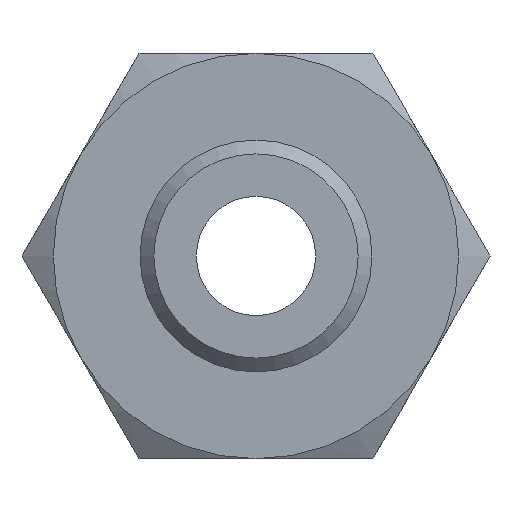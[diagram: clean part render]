
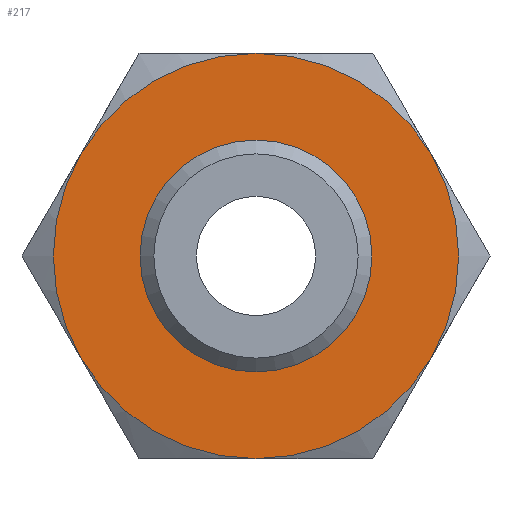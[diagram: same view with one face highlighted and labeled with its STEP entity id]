
A CAD part, left-side view. The second image highlights one B-rep face of the part: STEP entity #217.
In plain terms, the highlighted planar face has unit normal (-1, 0, 0).
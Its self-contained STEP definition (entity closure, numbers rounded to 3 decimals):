
#217 = ADVANCED_FACE( '', ( #484, #485 ), #486, .F. );
#484 = FACE_OUTER_BOUND( '', #954, .T. );
#485 = FACE_BOUND( '', #955, .T. );
#486 = PLANE( '', #956 );
#954 = EDGE_LOOP( '', ( #1640, #1641, #1642, #1643, #1644, #1645 ) );
#955 = EDGE_LOOP( '', ( #1646 ) );
#956 = AXIS2_PLACEMENT_3D( '', #1647, #1648, #1649 );
#1640 = ORIENTED_EDGE( '', *, *, #2924, .F. );
#1641 = ORIENTED_EDGE( '', *, *, #2870, .F. );
#1642 = ORIENTED_EDGE( '', *, *, #2917, .F. );
#1643 = ORIENTED_EDGE( '', *, *, #2914, .F. );
#1644 = ORIENTED_EDGE( '', *, *, #2915, .F. );
#1645 = ORIENTED_EDGE( '', *, *, #2919, .F. );
#1646 = ORIENTED_EDGE( '', *, *, #2925, .T. );
#1647 = CARTESIAN_POINT( '', ( -20., 4.864, 0. ) );
#1648 = DIRECTION( '', ( 1., 0., 0. ) );
#1649 = DIRECTION( '', ( 0., 0., -1. ) );
#2870 = EDGE_CURVE( '', #3348, #3346, #3350, .T. );
#2914 = EDGE_CURVE( '', #3352, #3423, #3425, .T. );
#2915 = EDGE_CURVE( '', #3399, #3352, #3426, .T. );
#2917 = EDGE_CURVE( '', #3423, #3348, #3428, .T. );
#2919 = EDGE_CURVE( '', #3429, #3399, #3431, .T. );
#2924 = EDGE_CURVE( '', #3346, #3429, #3436, .T. );
#2925 = EDGE_CURVE( '', #3437, #3437, #3438, .T. );
#3346 = VERTEX_POINT( '', #4238 );
#3348 = VERTEX_POINT( '', #4245 );
#3350 = CIRCLE( '', #4252, 8.5 );
#3352 = VERTEX_POINT( '', #4254 );
#3399 = VERTEX_POINT( '', #4376 );
#3423 = VERTEX_POINT( '', #4416 );
#3425 = CIRCLE( '', #4423, 8.5 );
#3426 = CIRCLE( '', #4424, 8.5 );
#3428 = CIRCLE( '', #4433, 8.5 );
#3429 = VERTEX_POINT( '', #4434 );
#3431 = CIRCLE( '', #4443, 8.5 );
#3436 = CIRCLE( '', #4470, 8.5 );
#3437 = VERTEX_POINT( '', #4471 );
#3438 = CIRCLE( '', #4472, 4.864 );
#4238 = CARTESIAN_POINT( '', ( -20., 7.361, -4.25 ) );
#4245 = CARTESIAN_POINT( '', ( -20., 0., -8.5 ) );
#4252 = AXIS2_PLACEMENT_3D( '', #6793, #6794, #6795 );
#4254 = CARTESIAN_POINT( '', ( -20., -7.361, 4.25 ) );
#4376 = CARTESIAN_POINT( '', ( -20., 0., 8.5 ) );
#4416 = CARTESIAN_POINT( '', ( -20., -7.361, -4.25 ) );
#4423 = AXIS2_PLACEMENT_3D( '', #6865, #6866, #6867 );
#4424 = AXIS2_PLACEMENT_3D( '', #6868, #6869, #6870 );
#4433 = AXIS2_PLACEMENT_3D( '', #6871, #6872, #6873 );
#4434 = CARTESIAN_POINT( '', ( -20., 7.361, 4.25 ) );
#4443 = AXIS2_PLACEMENT_3D( '', #6874, #6875, #6876 );
#4470 = AXIS2_PLACEMENT_3D( '', #6877, #6878, #6879 );
#4471 = CARTESIAN_POINT( '', ( -20., 0., -4.864 ) );
#4472 = AXIS2_PLACEMENT_3D( '', #6880, #6881, #6882 );
#6793 = CARTESIAN_POINT( '', ( -20., 0., 0. ) );
#6794 = DIRECTION( '', ( 1., 0., 0. ) );
#6795 = DIRECTION( '', ( 0., 0., -1. ) );
#6865 = CARTESIAN_POINT( '', ( -20., 0., 0. ) );
#6866 = DIRECTION( '', ( 1., 0., 0. ) );
#6867 = DIRECTION( '', ( 0., 0., -1. ) );
#6868 = CARTESIAN_POINT( '', ( -20., 0., 0. ) );
#6869 = DIRECTION( '', ( 1., 0., 0. ) );
#6870 = DIRECTION( '', ( 0., 0., -1. ) );
#6871 = CARTESIAN_POINT( '', ( -20., 0., 0. ) );
#6872 = DIRECTION( '', ( 1., 0., 0. ) );
#6873 = DIRECTION( '', ( 0., 0., -1. ) );
#6874 = CARTESIAN_POINT( '', ( -20., 0., 0. ) );
#6875 = DIRECTION( '', ( 1., 0., 0. ) );
#6876 = DIRECTION( '', ( 0., 0., -1. ) );
#6877 = CARTESIAN_POINT( '', ( -20., 0., 0. ) );
#6878 = DIRECTION( '', ( 1., 0., 0. ) );
#6879 = DIRECTION( '', ( 0., 0., -1. ) );
#6880 = CARTESIAN_POINT( '', ( -20., 0., 0. ) );
#6881 = DIRECTION( '', ( 1., 0., 0. ) );
#6882 = DIRECTION( '', ( 0., 0., -1. ) );
